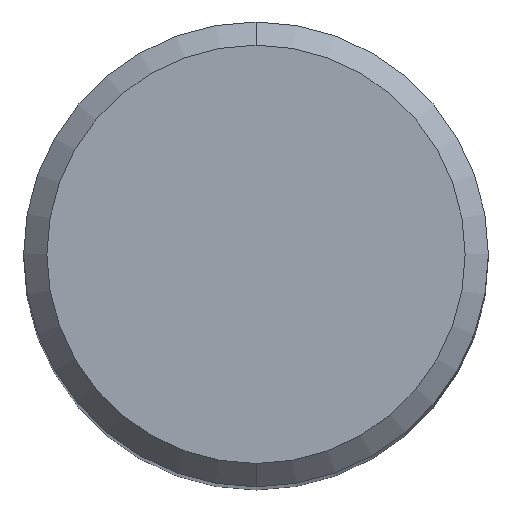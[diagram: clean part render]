
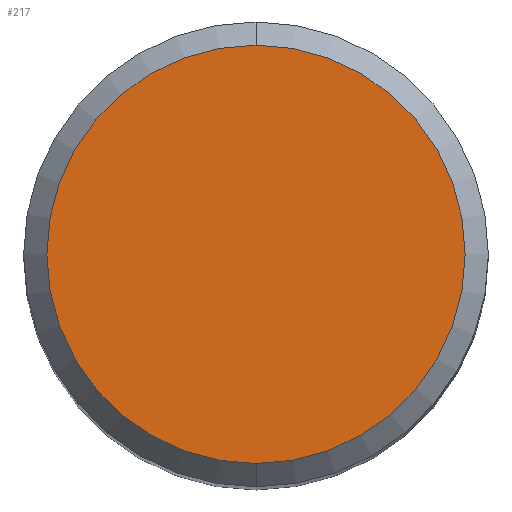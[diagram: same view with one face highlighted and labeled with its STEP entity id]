
A CAD part, top view. The second image highlights one B-rep face of the part: STEP entity #217.
In plain terms, the highlighted planar face has unit normal (0, 0, 1).
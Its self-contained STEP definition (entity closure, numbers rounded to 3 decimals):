
#217=ADVANCED_FACE('',(#531),#532,.T.);
#285=EDGE_CURVE('',#379,#401,#607,.T.);
#341=EDGE_CURVE('',#401,#379,#666,.T.);
#379=VERTEX_POINT('',#707);
#401=VERTEX_POINT('',#732);
#531=FACE_OUTER_BOUND('',#893,.T.);
#532=PLANE('',#894);
#607=CIRCLE('',#1085,4.5);
#666=CIRCLE('',#1177,4.5);
#707=CARTESIAN_POINT('',(0.,-4.5,0.0));
#732=CARTESIAN_POINT('',(0.0,4.5,0.0));
#893=EDGE_LOOP('',(#1557,#1558));
#894=AXIS2_PLACEMENT_3D('',#1559,#1560,#1561);
#1085=AXIS2_PLACEMENT_3D('',#1636,#1637,#1638);
#1177=AXIS2_PLACEMENT_3D('',#1688,#1689,#1690);
#1557=ORIENTED_EDGE('',*,*,#341,.F.);
#1558=ORIENTED_EDGE('',*,*,#285,.F.);
#1559=CARTESIAN_POINT('',(0.0,2.25,0.0));
#1560=DIRECTION('',(-0.0,0.0,1.0));
#1561=DIRECTION('',(0.0,-1.0,0.0));
#1636=CARTESIAN_POINT('',(0.0,0.0,0.0));
#1637=DIRECTION('',(0.0,0.0,-1.0));
#1638=DIRECTION('',(0.0,1.0,0.0));
#1688=CARTESIAN_POINT('',(0.0,0.0,0.0));
#1689=DIRECTION('',(0.0,0.0,-1.0));
#1690=DIRECTION('',(0.0,1.0,0.0));
